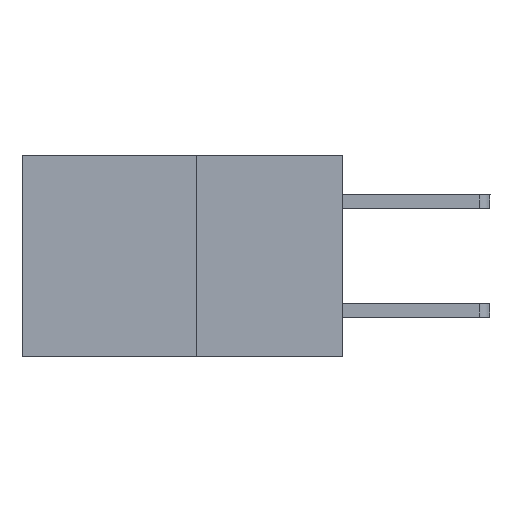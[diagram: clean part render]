
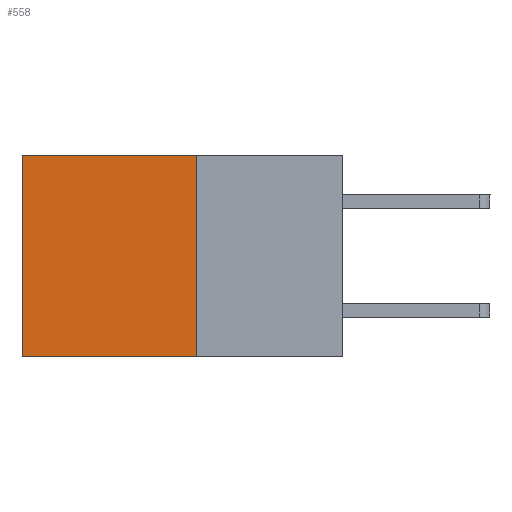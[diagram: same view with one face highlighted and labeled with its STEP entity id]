
A CAD part, left-side view. The second image highlights one B-rep face of the part: STEP entity #558.
In plain terms, the highlighted planar face has unit normal (-1, 0, 0).
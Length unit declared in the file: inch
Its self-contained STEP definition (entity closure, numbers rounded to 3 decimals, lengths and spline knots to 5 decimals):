
#125 = EDGE_LOOP ( 'NONE', ( #5387, #5395, #5414, #5447 ) ) ;
#490 = LINE ( 'NONE', #3512, #8866 ) ;
#527 = EDGE_CURVE ( 'NONE', #10390, #6326, #8572, .T. ) ;
#530 = EDGE_CURVE ( 'NONE', #6326, #3992, #5994, .T. ) ;
#558 = ADVANCED_FACE ( 'NONE', ( #1271 ), #9874, .F. ) ;
#776 = CARTESIAN_POINT ( 'NONE',  ( 0.277, 0.59, -0.37 ) ) ;
#1208 = VERTEX_POINT ( 'NONE', #3557 ) ;
#1271 = FACE_OUTER_BOUND ( 'NONE', #125, .T. ) ;
#1531 = VECTOR ( 'NONE', #6510, 39.37008 ) ;
#3078 = AXIS2_PLACEMENT_3D ( 'NONE', #6998, #8920, #10142 ) ;
#3512 = CARTESIAN_POINT ( 'NONE',  ( 0.277, 0.27, 0. ) ) ;
#3557 = CARTESIAN_POINT ( 'NONE',  ( 0.277, 0.59, 0. ) ) ;
#3992 = VERTEX_POINT ( 'NONE', #4404 ) ;
#4404 = CARTESIAN_POINT ( 'NONE',  ( 0.277, 0.59, -0.37 ) ) ;
#5387 = ORIENTED_EDGE ( 'NONE', *, *, #7748, .T. ) ;
#5395 = ORIENTED_EDGE ( 'NONE', *, *, #530, .F. ) ;
#5414 = ORIENTED_EDGE ( 'NONE', *, *, #527, .F. ) ;
#5447 = ORIENTED_EDGE ( 'NONE', *, *, #9676, .T. ) ;
#5872 = CARTESIAN_POINT ( 'NONE',  ( 0.277, 0.27, -0.37 ) ) ;
#5994 = LINE ( 'NONE', #6702, #1531 ) ;
#6038 = DIRECTION ( 'NONE',  ( 0., 1., 0. ) ) ;
#6326 = VERTEX_POINT ( 'NONE', #7527 ) ;
#6510 = DIRECTION ( 'NONE',  ( 0., 1., 0. ) ) ;
#6697 = LINE ( 'NONE', #776, #10312 ) ;
#6702 = CARTESIAN_POINT ( 'NONE',  ( 0.277, 0.27, -0.37 ) ) ;
#6826 = CARTESIAN_POINT ( 'NONE',  ( 0.277, 0.27, 0. ) ) ;
#6998 = CARTESIAN_POINT ( 'NONE',  ( 0.277, 0.27, -0.37 ) ) ;
#7427 = DIRECTION ( 'NONE',  ( 0., 0., -1. ) ) ;
#7527 = CARTESIAN_POINT ( 'NONE',  ( 0.277, 0.27, -0.37 ) ) ;
#7748 = EDGE_CURVE ( 'NONE', #1208, #3992, #6697, .T. ) ;
#8155 = DIRECTION ( 'NONE',  ( 0., 0., -1. ) ) ;
#8572 = LINE ( 'NONE', #5872, #10118 ) ;
#8866 = VECTOR ( 'NONE', #6038, 39.37008 ) ;
#8920 = DIRECTION ( 'NONE',  ( 1., 0., 0. ) ) ;
#9676 = EDGE_CURVE ( 'NONE', #10390, #1208, #490, .T. ) ;
#9874 = PLANE ( 'NONE',  #3078 ) ;
#10118 = VECTOR ( 'NONE', #7427, 39.37008 ) ;
#10142 = DIRECTION ( 'NONE',  ( 0., 0., -1. ) ) ;
#10312 = VECTOR ( 'NONE', #8155, 39.37008 ) ;
#10390 = VERTEX_POINT ( 'NONE', #6826 ) ;
